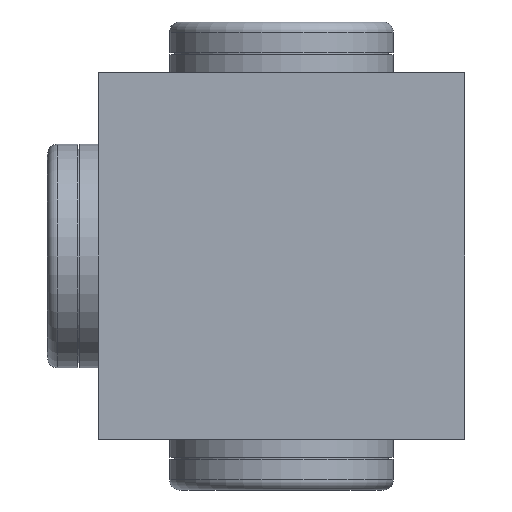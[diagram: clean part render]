
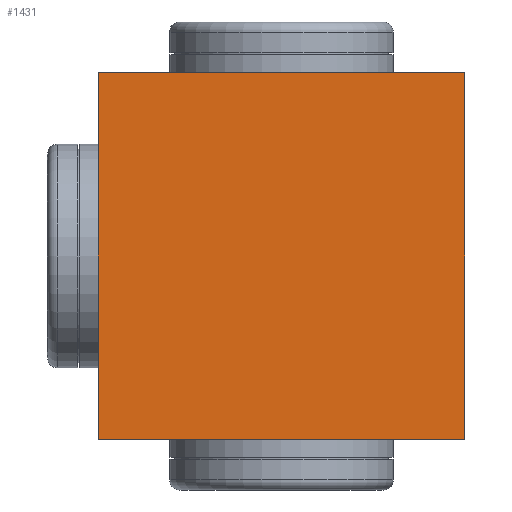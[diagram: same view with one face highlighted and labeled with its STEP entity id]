
A CAD part, front view. The second image highlights one B-rep face of the part: STEP entity #1431.
In plain terms, the highlighted planar face has unit normal (0, -1, 0).
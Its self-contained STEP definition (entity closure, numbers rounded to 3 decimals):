
#103=LINE('',#2365,#179);
#107=LINE('',#2376,#183);
#110=LINE('',#2384,#186);
#113=LINE('',#2392,#189);
#179=VECTOR('',#1828,1000.);
#183=VECTOR('',#1836,1000.);
#186=VECTOR('',#1843,1000.);
#189=VECTOR('',#1850,1000.);
#384=ORIENTED_EDGE('',*,*,#713,.F.);
#385=ORIENTED_EDGE('',*,*,#726,.F.);
#386=ORIENTED_EDGE('',*,*,#722,.F.);
#387=ORIENTED_EDGE('',*,*,#718,.F.);
#713=EDGE_CURVE('',#888,#889,#103,.T.);
#718=EDGE_CURVE('',#889,#893,#107,.T.);
#722=EDGE_CURVE('',#893,#896,#110,.T.);
#726=EDGE_CURVE('',#896,#888,#113,.T.);
#888=VERTEX_POINT('',#2366);
#889=VERTEX_POINT('',#2367);
#893=VERTEX_POINT('',#2377);
#896=VERTEX_POINT('',#2385);
#1075=EDGE_LOOP('',(#384,#385,#386,#387));
#1230=FACE_BOUND('',#1075,.T.);
#1364=PLANE('',#1581);
#1431=ADVANCED_FACE('',(#1230),#1364,.F.);
#1581=AXIS2_PLACEMENT_3D('',#2397,#1856,#1857);
#1828=DIRECTION('',(0.,0.,1.));
#1836=DIRECTION('',(1.,0.,0.));
#1843=DIRECTION('',(0.,0.,-1.));
#1850=DIRECTION('',(-1.,0.,0.));
#1856=DIRECTION('',(0.,1.,0.));
#1857=DIRECTION('',(0.,0.,1.));
#2365=CARTESIAN_POINT('',(-18.,0.,-18.));
#2366=CARTESIAN_POINT('',(-18.,0.,-18.));
#2367=CARTESIAN_POINT('',(-18.,0.,18.));
#2376=CARTESIAN_POINT('',(-18.,0.,18.));
#2377=CARTESIAN_POINT('',(18.,0.,18.));
#2384=CARTESIAN_POINT('',(18.,0.,18.));
#2385=CARTESIAN_POINT('',(18.,0.,-18.));
#2392=CARTESIAN_POINT('',(18.,0.,-18.));
#2397=CARTESIAN_POINT('',(0.,0.,0.));
